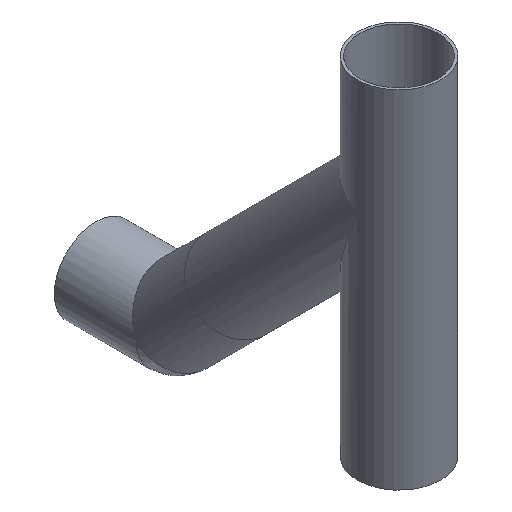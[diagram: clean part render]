
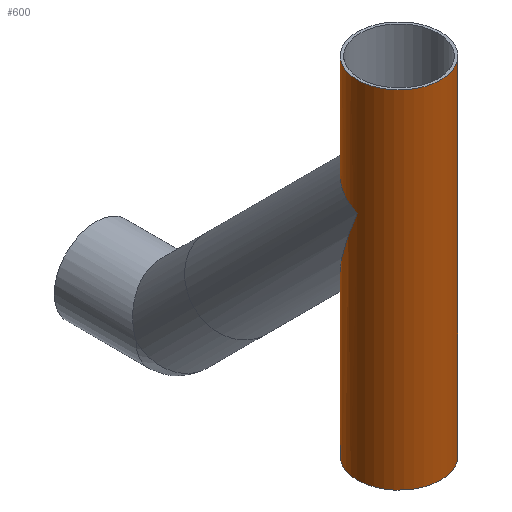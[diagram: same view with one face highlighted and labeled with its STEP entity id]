
A CAD part, isometric view. The second image highlights one B-rep face of the part: STEP entity #600.
In plain terms, the highlighted cylindrical face has radius 55 mm (diameter 110 mm), a full revolution.
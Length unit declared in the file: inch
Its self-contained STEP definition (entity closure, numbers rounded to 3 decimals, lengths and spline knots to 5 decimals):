
#22 = FACE_OUTER_BOUND ( 'NONE', #508, .T. ) ;
#39 = DIRECTION ( 'NONE',  ( 0., 0., -1. ) ) ;
#88 = CARTESIAN_POINT ( 'NONE',  ( 5.4586, 10.98166, 0.5009 ) ) ;
#112 = EDGE_CURVE ( 'NONE', #485, #542, #214, .T. ) ;
#132 = CARTESIAN_POINT ( 'NONE',  ( 5.4586, 10.98166, 12.5009 ) ) ;
#144 = EDGE_LOOP ( 'NONE', ( #258, #526 ) ) ;
#149 = DIRECTION ( 'NONE',  ( 0., 0., -1. ) ) ;
#154 = ORIENTED_EDGE ( 'NONE', *, *, #575, .F. ) ;
#174 = CARTESIAN_POINT ( 'NONE',  ( 9.78931, 10.98166, 12.5009 ) ) ;
#212 = EDGE_CURVE ( 'NONE', #542, #485, #610, .T. ) ;
#214 =( BOUNDED_CURVE ( )  B_SPLINE_CURVE ( 3, ( #174, #640, #488, #395 ),
 .UNSPECIFIED., .F., .T. ) 
 B_SPLINE_CURVE_WITH_KNOTS ( ( 4, 4 ),
 ( 4.71239, 7.85398 ),
 .UNSPECIFIED. ) 
 CURVE ( )  GEOMETRIC_REPRESENTATION_ITEM ( )  RATIONAL_B_SPLINE_CURVE ( ( 1., 0.333, 0.333, 1. ) ) 
 REPRESENTATION_ITEM ( '' )  );
#232 = CARTESIAN_POINT ( 'NONE',  ( 7.62396, 10.98166, 0.5009 ) ) ;
#243 = AXIS2_PLACEMENT_3D ( 'NONE', #386, #39, #493 ) ;
#254 = CIRCLE ( 'NONE', #243, 2.16535 ) ;
#258 = ORIENTED_EDGE ( 'NONE', *, *, #112, .T. ) ;
#283 = CIRCLE ( 'NONE', #299, 2.16535 ) ;
#292 = CARTESIAN_POINT ( 'NONE',  ( 5.4586, 15.31237, 2.04564 ) ) ;
#299 = AXIS2_PLACEMENT_3D ( 'NONE', #517, #149, #468 ) ;
#306 = EDGE_CURVE ( 'NONE', #499, #499, #283, .T. ) ;
#345 = CARTESIAN_POINT ( 'NONE',  ( 9.78931, 10.98166, 12.5009 ) ) ;
#381 = EDGE_LOOP ( 'NONE', ( #154 ) ) ;
#386 = CARTESIAN_POINT ( 'NONE',  ( 7.62396, 10.98166, 0.5009 ) ) ;
#387 = AXIS2_PLACEMENT_3D ( 'NONE', #232, #612, #445 ) ;
#395 = CARTESIAN_POINT ( 'NONE',  ( 5.4586, 10.98166, 12.5009 ) ) ;
#429 = CYLINDRICAL_SURFACE ( 'NONE', #387, 2.16535 ) ;
#445 = DIRECTION ( 'NONE',  ( 1., 0., 0. ) ) ;
#447 = CARTESIAN_POINT ( 'NONE',  ( 5.4586, 10.98166, 12.5009 ) ) ;
#460 = CARTESIAN_POINT ( 'NONE',  ( 9.78931, 10.98166, 12.5009 ) ) ;
#466 = VERTEX_POINT ( 'NONE', #88 ) ;
#468 = DIRECTION ( 'NONE',  ( -1., 0., 0. ) ) ;
#485 = VERTEX_POINT ( 'NONE', #460 ) ;
#487 = FACE_BOUND ( 'NONE', #144, .T. ) ;
#488 = CARTESIAN_POINT ( 'NONE',  ( 5.4586, 15.31237, 14.29473 ) ) ;
#493 = DIRECTION ( 'NONE',  ( -1., 0., 0. ) ) ;
#499 = VERTEX_POINT ( 'NONE', #558 ) ;
#508 = EDGE_LOOP ( 'NONE', ( #625 ) ) ;
#517 = CARTESIAN_POINT ( 'NONE',  ( 7.62396, 10.98166, 18.5009 ) ) ;
#526 = ORIENTED_EDGE ( 'NONE', *, *, #212, .T. ) ;
#542 = VERTEX_POINT ( 'NONE', #132 ) ;
#557 = FACE_OUTER_BOUND ( 'NONE', #381, .T. ) ;
#558 = CARTESIAN_POINT ( 'NONE',  ( 5.4586, 10.98166, 18.5009 ) ) ;
#575 = EDGE_CURVE ( 'NONE', #466, #466, #254, .T. ) ;
#600 = ADVANCED_FACE ( 'NONE', ( #487, #557, #22 ), #429, .T. ) ;
#610 =( BOUNDED_CURVE ( )  B_SPLINE_CURVE ( 3, ( #447, #292, #661, #345 ),
 .UNSPECIFIED., .F., .T. ) 
 B_SPLINE_CURVE_WITH_KNOTS ( ( 4, 4 ),
 ( 1.5708, 4.71239 ),
 .UNSPECIFIED. ) 
 CURVE ( )  GEOMETRIC_REPRESENTATION_ITEM ( )  RATIONAL_B_SPLINE_CURVE ( ( 1., 0.333, 0.333, 1. ) ) 
 REPRESENTATION_ITEM ( '' )  );
#612 = DIRECTION ( 'NONE',  ( 0., 0., 1. ) ) ;
#625 = ORIENTED_EDGE ( 'NONE', *, *, #306, .T. ) ;
#640 = CARTESIAN_POINT ( 'NONE',  ( 9.78931, 15.31237, 14.29473 ) ) ;
#661 = CARTESIAN_POINT ( 'NONE',  ( 9.78931, 15.31237, 2.04564 ) ) ;
